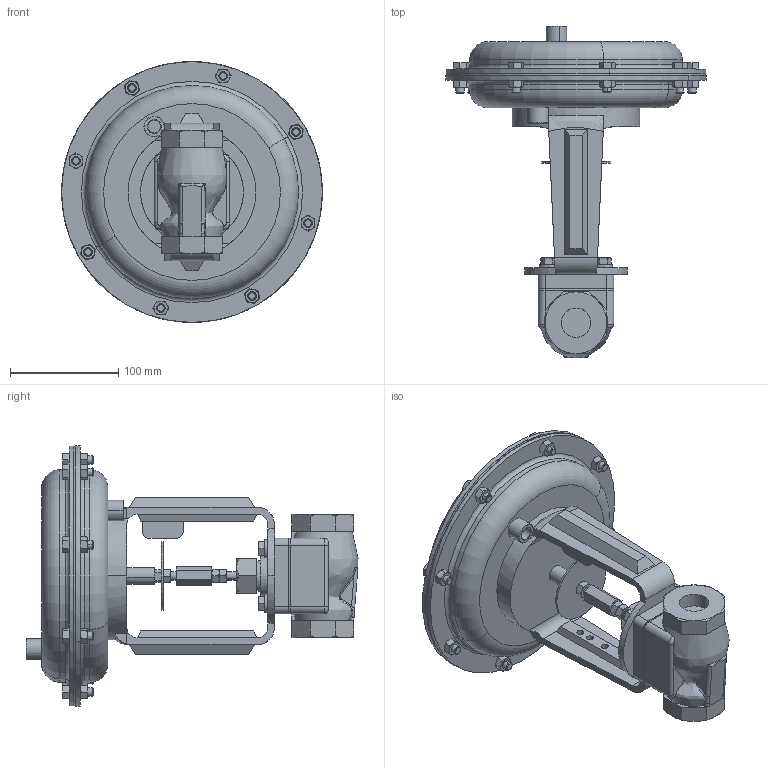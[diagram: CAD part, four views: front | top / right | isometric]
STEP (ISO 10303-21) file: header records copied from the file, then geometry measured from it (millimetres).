
FILE_DESCRIPTION (( 'STEP AP203' ), '1' );
FILE_NAME ('78-075-ALL-SW-35M.STEP', '2017-09-26T12:07:35', ( '' ), ( '' ), 'SwSTEP 2.0', 'SolidWorks 2014', '' );
FILE_SCHEMA (( 'CONFIG_CONTROL_DESIGN' ));
Length unit declared in the file: inch
Products named in the file (1): 78-075-ALL-SW-35M
Bounding box: 241.3 x 307.19 x 241.3 mm (x, y, z)
Volume: 2843268.3 mm3; surface area: 271445.1 mm2
Topology: 6 solids, 6 shells, 742 faces, 1715 edges, 1054 vertices
Faces by surface type: plane 315, cone 256, cylinder 129, bspline 26, torus 16
Entity records: 24810 total; most frequent: CARTESIAN_POINT 8873, ORIENTED_EDGE 3430, DIRECTION 3060, EDGE_CURVE 1715, AXIS2_PLACEMENT_3D 1221, VERTEX_POINT 1054, EDGE_LOOP 821, ADVANCED_FACE 742
